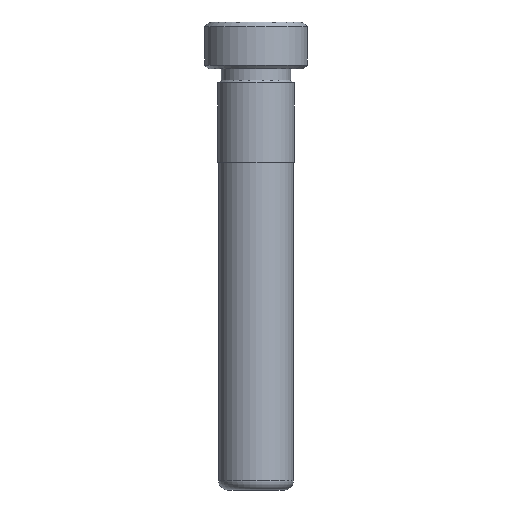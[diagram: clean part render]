
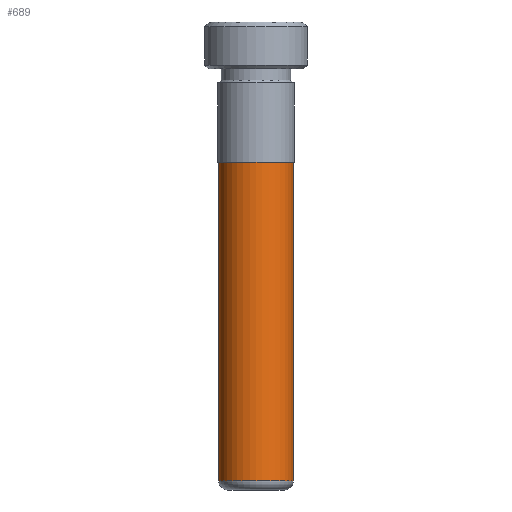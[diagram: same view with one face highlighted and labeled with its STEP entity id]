
A CAD part, front view. The second image highlights one B-rep face of the part: STEP entity #689.
In plain terms, the highlighted cylindrical face has radius 3.995 mm (diameter 7.99 mm), a partial arc.
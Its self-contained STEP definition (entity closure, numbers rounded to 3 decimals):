
#4 = ORIENTED_EDGE ( 'NONE', *, *, #282, .T. ) ;
#121 = CARTESIAN_POINT ( 'NONE',  ( -3.995, 0., 35. ) ) ;
#174 = CARTESIAN_POINT ( 'NONE',  ( 0., 0., 45. ) ) ;
#193 = VERTEX_POINT ( 'NONE', #537 ) ;
#210 = DIRECTION ( 'NONE',  ( 0., 0., 1. ) ) ;
#282 = EDGE_CURVE ( 'NONE', #1426, #1413, #734, .T. ) ;
#294 = CIRCLE ( 'NONE', #845, 3.995 ) ;
#319 = CARTESIAN_POINT ( 'NONE',  ( 3.995, 0., 45. ) ) ;
#343 = VECTOR ( 'NONE', #1281, 1000. ) ;
#375 = AXIS2_PLACEMENT_3D ( 'NONE', #686, #1140, #1235 ) ;
#407 = VERTEX_POINT ( 'NONE', #673 ) ;
#408 = EDGE_CURVE ( 'NONE', #1426, #407, #976, .T. ) ;
#437 = EDGE_CURVE ( 'NONE', #407, #193, #649, .T. ) ;
#446 = EDGE_LOOP ( 'NONE', ( #460, #513, #4, #615 ) ) ;
#460 = ORIENTED_EDGE ( 'NONE', *, *, #437, .F. ) ;
#461 = EDGE_CURVE ( 'NONE', #1413, #193, #294, .T. ) ;
#513 = ORIENTED_EDGE ( 'NONE', *, *, #408, .F. ) ;
#537 = CARTESIAN_POINT ( 'NONE',  ( 3.995, 0., 1. ) ) ;
#568 = DIRECTION ( 'NONE',  ( 0., 0., -1. ) ) ;
#615 = ORIENTED_EDGE ( 'NONE', *, *, #461, .T. ) ;
#616 = CARTESIAN_POINT ( 'NONE',  ( -3.995, 0., 1. ) ) ;
#649 = LINE ( 'NONE', #319, #1209 ) ;
#659 = AXIS2_PLACEMENT_3D ( 'NONE', #174, #842, #1190 ) ;
#673 = CARTESIAN_POINT ( 'NONE',  ( 3.995, 0., 35. ) ) ;
#684 = DIRECTION ( 'NONE',  ( 1., 0., 0. ) ) ;
#686 = CARTESIAN_POINT ( 'NONE',  ( 0., 0., 35. ) ) ;
#689 = ADVANCED_FACE ( 'NONE', ( #1180 ), #692, .T. ) ;
#692 = CYLINDRICAL_SURFACE ( 'NONE', #659, 3.995 ) ;
#734 = LINE ( 'NONE', #1081, #343 ) ;
#783 = CARTESIAN_POINT ( 'NONE',  ( 0., 0., 1. ) ) ;
#842 = DIRECTION ( 'NONE',  ( 0., 0., -1. ) ) ;
#845 = AXIS2_PLACEMENT_3D ( 'NONE', #783, #210, #684 ) ;
#976 = CIRCLE ( 'NONE', #375, 3.995 ) ;
#1081 = CARTESIAN_POINT ( 'NONE',  ( -3.995, 0., 45. ) ) ;
#1140 = DIRECTION ( 'NONE',  ( 0., 0., 1. ) ) ;
#1180 = FACE_OUTER_BOUND ( 'NONE', #446, .T. ) ;
#1190 = DIRECTION ( 'NONE',  ( -1., 0., 0. ) ) ;
#1209 = VECTOR ( 'NONE', #568, 1000. ) ;
#1235 = DIRECTION ( 'NONE',  ( 1., 0., 0. ) ) ;
#1281 = DIRECTION ( 'NONE',  ( 0., 0., -1. ) ) ;
#1413 = VERTEX_POINT ( 'NONE', #616 ) ;
#1426 = VERTEX_POINT ( 'NONE', #121 ) ;
